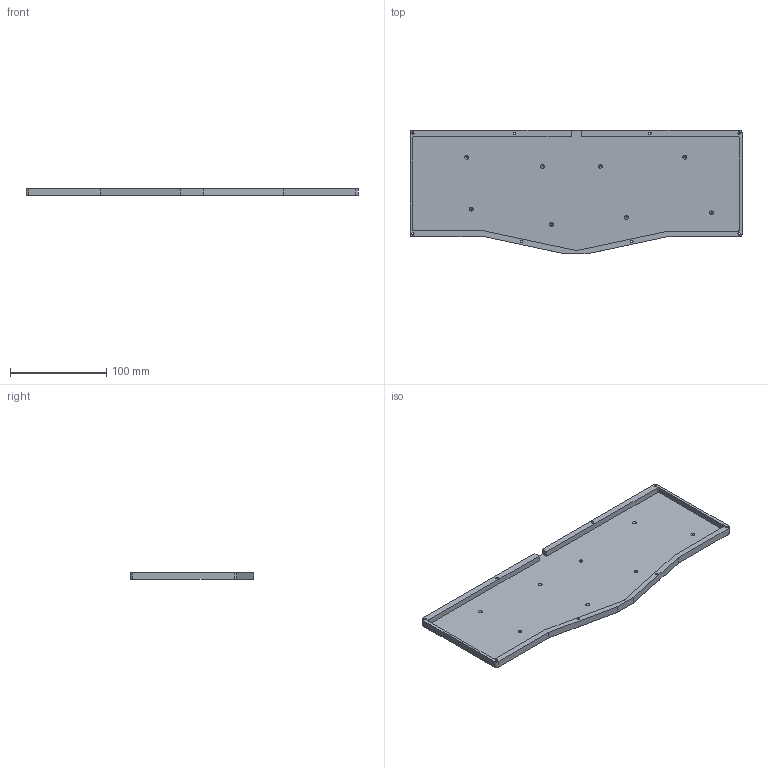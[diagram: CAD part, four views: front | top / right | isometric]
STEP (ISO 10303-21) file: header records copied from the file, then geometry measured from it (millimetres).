
FILE_DESCRIPTION(/* description */ (''),/* implementation_level */ '2;1');
FILE_NAME(/* name */ 'Middle.step',/* time_stamp */ '2022-03-14T10:25:44+02:00',/* author */ (''),/* organization */ (''),/* preprocessor_version */ 'ST-DEVELOPER v18.1',/* originating_system */ 'Autodesk Translation Framework v10.13.0.1454',/* authorisation */ '');
FILE_SCHEMA (('AUTOMOTIVE_DESIGN { 1 0 10303 214 3 1 1 }'));
Length unit declared in the file: millimetre
Products named in the file (1): Middle
Bounding box: 345 x 128.38 x 7.2 mm (x, y, z)
Volume: 75798.5 mm3; surface area: 92249 mm2
Topology: 1 solids, 1 shells, 70 faces, 188 edges, 120 vertices
Faces by surface type: cylinder 33, plane 21, cone 16
Full cylindrical faces by diameter (mm): 1.623 x8, 2.529 x8, 5.5 x8
Entity records: 2310 total; most frequent: DIRECTION 412, CARTESIAN_POINT 379, ORIENTED_EDGE 376, EDGE_CURVE 188, AXIS2_PLACEMENT_3D 153, VERTEX_POINT 120, LINE 106, VECTOR 106
